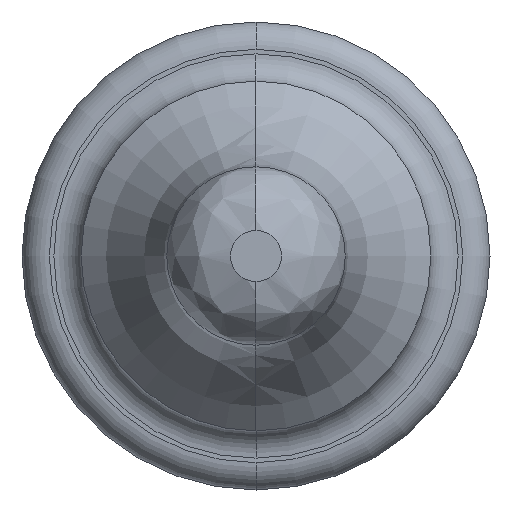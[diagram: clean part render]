
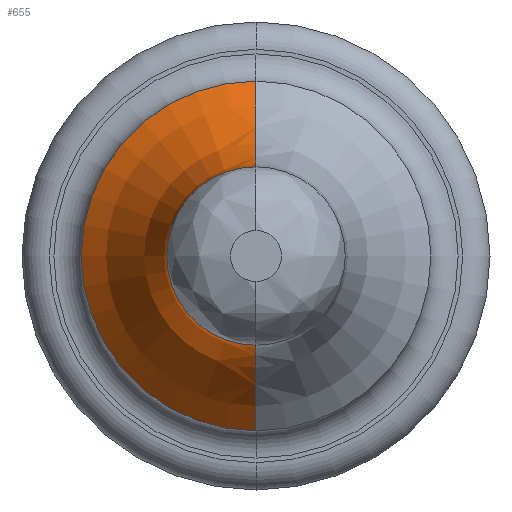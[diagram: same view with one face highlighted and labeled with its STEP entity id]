
A CAD part, left-side view. The second image highlights one B-rep face of the part: STEP entity #655.
In plain terms, the highlighted toroidal (fillet/blend) face has major radius 1.69 mm and minor radius 1.2 mm.
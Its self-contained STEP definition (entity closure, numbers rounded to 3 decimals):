
#211=CARTESIAN_POINT('',(-4.38,0.,0.));
#212=DIRECTION('',(1.,0.,0.));
#213=DIRECTION('',(0.,0.,-1.));
#214=AXIS2_PLACEMENT_3D('',#211,#212,#213);
#216=CARTESIAN_POINT('',(-5.332,0.,-1.69));
#217=DIRECTION('',(0.,-1.,0.));
#218=DIRECTION('',(0.794,0.,0.608));
#219=AXIS2_PLACEMENT_3D('',#216,#217,#218);
#221=CARTESIAN_POINT('',(-5.332,0.,1.69));
#222=DIRECTION('',(0.,1.,0.));
#223=DIRECTION('',(0.794,0.,-0.608));
#224=AXIS2_PLACEMENT_3D('',#221,#222,#223);
#274=CARTESIAN_POINT('',(-5.332,0.,0.));
#275=DIRECTION('',(1.,0.,0.));
#276=DIRECTION('',(0.,0.,-1.));
#277=AXIS2_PLACEMENT_3D('',#274,#275,#276);
#329=CARTESIAN_POINT('',(-4.38,0.,-0.96));
#330=CARTESIAN_POINT('',(-5.332,0.,-0.49));
#331=VERTEX_POINT('',#329);
#332=VERTEX_POINT('',#330);
#333=CARTESIAN_POINT('',(-4.38,0.,0.96));
#334=CARTESIAN_POINT('',(-5.332,0.,0.49));
#335=VERTEX_POINT('',#333);
#336=VERTEX_POINT('',#334);
#641=CARTESIAN_POINT('',(-5.332,0.,0.));
#642=DIRECTION('',(1.,0.,0.));
#643=DIRECTION('',(0.,0.,1.));
#644=AXIS2_PLACEMENT_3D('',#641,#642,#643);
#645=TOROIDAL_SURFACE('',#644,1.69,1.2);
#647=ORIENTED_EDGE('',*,*,#646,.F.);
#648=ORIENTED_EDGE('',*,*,#623,.T.);
#650=ORIENTED_EDGE('',*,*,#649,.T.);
#652=ORIENTED_EDGE('',*,*,#651,.F.);
#653=EDGE_LOOP('',(#647,#648,#650,#652));
#654=FACE_OUTER_BOUND('',#653,.F.);
#655=ADVANCED_FACE('',(#654),#645,.F.);
#215=CIRCLE('',#214,0.96);
#220=CIRCLE('',#219,1.2);
#225=CIRCLE('',#224,1.2);
#278=CIRCLE('',#277,0.49);
#623=EDGE_CURVE('',#331,#335,#215,.T.);
#646=EDGE_CURVE('',#331,#332,#220,.T.);
#649=EDGE_CURVE('',#335,#336,#225,.T.);
#651=EDGE_CURVE('',#332,#336,#278,.T.);
